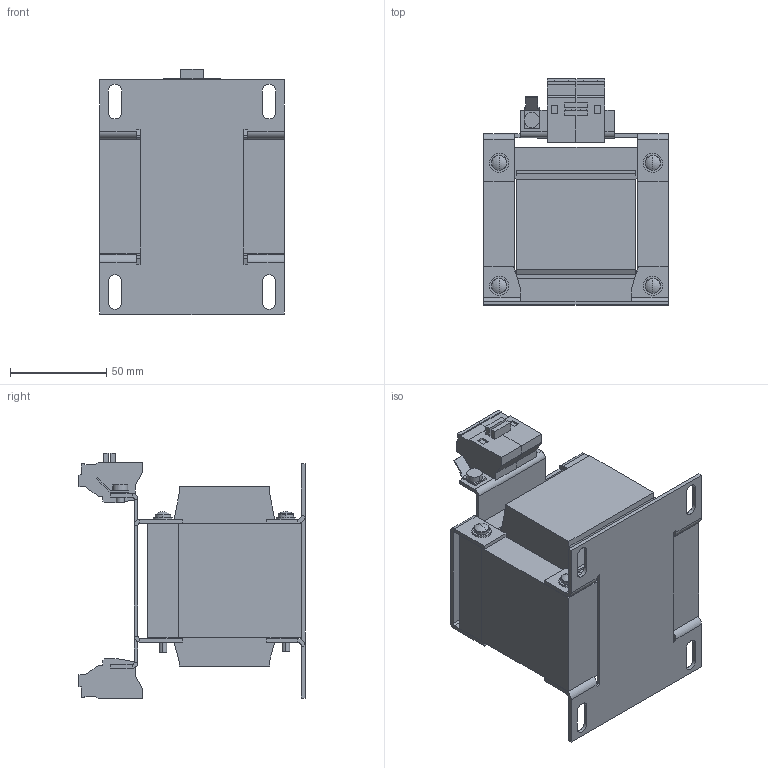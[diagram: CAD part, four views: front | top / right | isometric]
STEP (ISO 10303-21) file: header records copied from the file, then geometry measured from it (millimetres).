
FILE_DESCRIPTION (( 'STEP AP214' ), '1' );
FILE_NAME ('209180.STEP', '2020-07-07T07:43:11', ( '' ), ( '' ), 'SwSTEP 2.0', 'SolidWorks 2018', '' );
FILE_SCHEMA (( 'AUTOMOTIVE_DESIGN' ));
Length unit declared in the file: millimetre
Products named in the file (1): 209180
Bounding box: 96 x 117.7 x 128 mm (x, y, z)
Volume: 620493.9 mm3; surface area: 105964.9 mm2
Topology: 1 solids, 1 shells, 414 faces, 1053 edges, 657 vertices
Faces by surface type: plane 310, cylinder 88, sphere 8, torus 8
Entity records: 12353 total; most frequent: CARTESIAN_POINT 2125, ORIENTED_EDGE 2106, DIRECTION 2097, EDGE_CURVE 1053, VECTOR 839, LINE 839, VERTEX_POINT 657, AXIS2_PLACEMENT_3D 629
